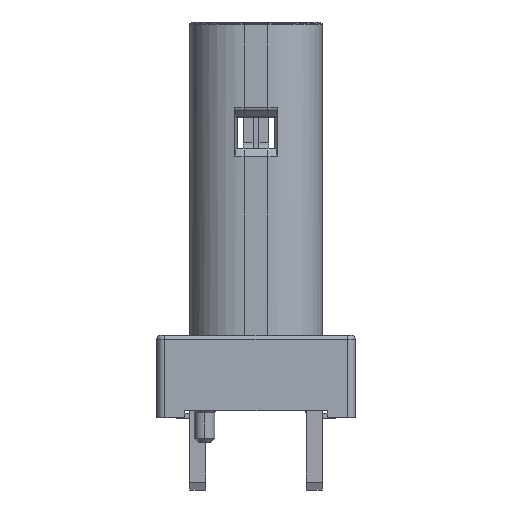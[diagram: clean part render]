
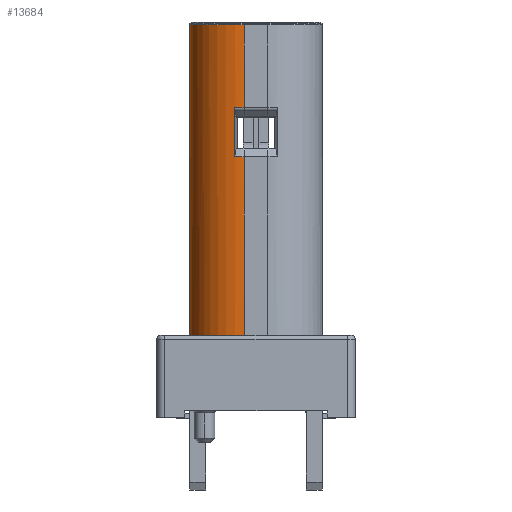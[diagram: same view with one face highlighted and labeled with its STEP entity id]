
A CAD part, left-side view. The second image highlights one B-rep face of the part: STEP entity #13684.
In plain terms, the highlighted cylindrical face has radius 1.37 mm (diameter 2.74 mm), a partial arc.
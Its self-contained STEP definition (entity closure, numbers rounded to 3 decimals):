
#264 = CYLINDRICAL_SURFACE ( 'NONE', #8464, 1.37 ) ;
#802 = DIRECTION ( 'NONE',  ( 0., 0., -1. ) ) ;
#816 = EDGE_CURVE ( 'NONE', #11473, #17930, #12610, .T. ) ;
#885 = DIRECTION ( 'NONE',  ( 1., 0., 0. ) ) ;
#1287 = AXIS2_PLACEMENT_3D ( 'NONE', #1894, #16179, #3949 ) ;
#1335 = ORIENTED_EDGE ( 'NONE', *, *, #9457, .T. ) ;
#1353 = CARTESIAN_POINT ( 'NONE',  ( -3.2, 0.3, 2.841 ) ) ;
#1843 = EDGE_CURVE ( 'NONE', #17930, #26014, #10298, .T. ) ;
#1894 = CARTESIAN_POINT ( 'NONE',  ( -3.2, 0.3, 1.6 ) ) ;
#2113 = VECTOR ( 'NONE', #9694, 1000. ) ;
#2345 = CARTESIAN_POINT ( 'NONE',  ( -4.549, 0.539, 27.123 ) ) ;
#2372 = CARTESIAN_POINT ( 'NONE',  ( -4.549, 0.539, 1.6 ) ) ;
#2445 = EDGE_CURVE ( 'NONE', #8800, #25349, #18610, .T. ) ;
#2473 = CARTESIAN_POINT ( 'NONE',  ( -3.2, 0.3, -2.9 ) ) ;
#3116 = EDGE_CURVE ( 'NONE', #18504, #25349, #25574, .T. ) ;
#3949 = DIRECTION ( 'NONE',  ( 1., 0., 0. ) ) ;
#4048 = VERTEX_POINT ( 'NONE', #2372 ) ;
#4066 = VERTEX_POINT ( 'NONE', #5916 ) ;
#4141 = AXIS2_PLACEMENT_3D ( 'NONE', #11392, #802, #885 ) ;
#4596 = ORIENTED_EDGE ( 'NONE', *, *, #8844, .T. ) ;
#5890 = DIRECTION ( 'NONE',  ( -1., 0., 0. ) ) ;
#5916 = CARTESIAN_POINT ( 'NONE',  ( -3.2, 1.67, 4.929 ) ) ;
#6129 = ORIENTED_EDGE ( 'NONE', *, *, #12023, .T. ) ;
#7515 = LINE ( 'NONE', #25976, #2113 ) ;
#8004 = DIRECTION ( 'NONE',  ( -1., 0., 0. ) ) ;
#8273 = CARTESIAN_POINT ( 'NONE',  ( -4.274, 1.15, -2.9 ) ) ;
#8293 = ORIENTED_EDGE ( 'NONE', *, *, #15690, .F. ) ;
#8464 = AXIS2_PLACEMENT_3D ( 'NONE', #15027, #23200, #25253 ) ;
#8699 = CARTESIAN_POINT ( 'NONE',  ( -4.57, 0.3, 4.929 ) ) ;
#8800 = VERTEX_POINT ( 'NONE', #22165 ) ;
#8844 = EDGE_CURVE ( 'NONE', #26014, #4066, #12352, .T. ) ;
#9219 = VERTEX_POINT ( 'NONE', #17394 ) ;
#9302 = LINE ( 'NONE', #24478, #9959 ) ;
#9457 = EDGE_CURVE ( 'NONE', #9219, #4048, #13907, .T. ) ;
#9694 = DIRECTION ( 'NONE',  ( 0., 0., 1. ) ) ;
#9959 = VECTOR ( 'NONE', #18472, 1000. ) ;
#10135 = CARTESIAN_POINT ( 'NONE',  ( -3.2, 0.3, 4.929 ) ) ;
#10298 = LINE ( 'NONE', #20633, #20571 ) ;
#10618 = ORIENTED_EDGE ( 'NONE', *, *, #17383, .F. ) ;
#10802 = AXIS2_PLACEMENT_3D ( 'NONE', #1353, #26053, #5890 ) ;
#11392 = CARTESIAN_POINT ( 'NONE',  ( -3.2, 0.3, -2.9 ) ) ;
#11473 = VERTEX_POINT ( 'NONE', #20668 ) ;
#12023 = EDGE_CURVE ( 'NONE', #18504, #9219, #9302, .T. ) ;
#12120 = EDGE_LOOP ( 'NONE', ( #12160, #4596, #10618, #25938, #15395, #6129, #1335, #8293, #25799 ) ) ;
#12160 = ORIENTED_EDGE ( 'NONE', *, *, #1843, .T. ) ;
#12220 = DIRECTION ( 'NONE',  ( 1., 0., 0. ) ) ;
#12352 = CIRCLE ( 'NONE', #26153, 1.37 ) ;
#12610 = CIRCLE ( 'NONE', #10802, 1.37 ) ;
#12623 = AXIS2_PLACEMENT_3D ( 'NONE', #2473, #25934, #8004 ) ;
#13684 = ADVANCED_FACE ( 'NONE', ( #16590 ), #264, .T. ) ;
#13719 = VECTOR ( 'NONE', #14575, 1000. ) ;
#13907 = CIRCLE ( 'NONE', #1287, 1.37 ) ;
#14575 = DIRECTION ( 'NONE',  ( 0., 0., -1. ) ) ;
#15027 = CARTESIAN_POINT ( 'NONE',  ( -3.2, 0.3, 27.123 ) ) ;
#15395 = ORIENTED_EDGE ( 'NONE', *, *, #3116, .F. ) ;
#15690 = EDGE_CURVE ( 'NONE', #11473, #4048, #19198, .T. ) ;
#15892 = CARTESIAN_POINT ( 'NONE',  ( -4.57, 0.3, 2.841 ) ) ;
#16179 = DIRECTION ( 'NONE',  ( 0., 0., -1. ) ) ;
#16590 = FACE_OUTER_BOUND ( 'NONE', #12120, .T. ) ;
#17383 = EDGE_CURVE ( 'NONE', #8800, #4066, #7515, .T. ) ;
#17394 = CARTESIAN_POINT ( 'NONE',  ( -4.57, 0.3, 1.6 ) ) ;
#17930 = VERTEX_POINT ( 'NONE', #15892 ) ;
#18472 = DIRECTION ( 'NONE',  ( 0., 0., 1. ) ) ;
#18504 = VERTEX_POINT ( 'NONE', #26274 ) ;
#18610 = CIRCLE ( 'NONE', #12623, 1.37 ) ;
#18742 = DIRECTION ( 'NONE',  ( 0., 0., 1. ) ) ;
#19198 = LINE ( 'NONE', #2345, #13719 ) ;
#20571 = VECTOR ( 'NONE', #18742, 1000. ) ;
#20633 = CARTESIAN_POINT ( 'NONE',  ( -4.57, 0.3, -2.9 ) ) ;
#20668 = CARTESIAN_POINT ( 'NONE',  ( -4.549, 0.539, 2.841 ) ) ;
#22165 = CARTESIAN_POINT ( 'NONE',  ( -3.2, 1.67, -2.9 ) ) ;
#23200 = DIRECTION ( 'NONE',  ( 0., 0., -1. ) ) ;
#24478 = CARTESIAN_POINT ( 'NONE',  ( -4.57, 0.3, -2.9 ) ) ;
#24496 = DIRECTION ( 'NONE',  ( 0., 0., -1. ) ) ;
#25253 = DIRECTION ( 'NONE',  ( -1., 0., 0. ) ) ;
#25349 = VERTEX_POINT ( 'NONE', #8273 ) ;
#25574 = CIRCLE ( 'NONE', #4141, 1.37 ) ;
#25799 = ORIENTED_EDGE ( 'NONE', *, *, #816, .T. ) ;
#25934 = DIRECTION ( 'NONE',  ( 0., 0., 1. ) ) ;
#25938 = ORIENTED_EDGE ( 'NONE', *, *, #2445, .T. ) ;
#25976 = CARTESIAN_POINT ( 'NONE',  ( -3.2, 1.67, -2.9 ) ) ;
#26014 = VERTEX_POINT ( 'NONE', #8699 ) ;
#26053 = DIRECTION ( 'NONE',  ( 0., 0., 1. ) ) ;
#26153 = AXIS2_PLACEMENT_3D ( 'NONE', #10135, #24496, #12220 ) ;
#26274 = CARTESIAN_POINT ( 'NONE',  ( -4.57, 0.3, -2.9 ) ) ;
